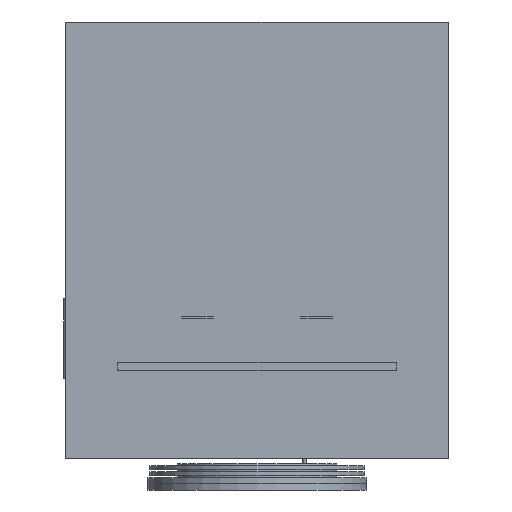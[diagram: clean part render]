
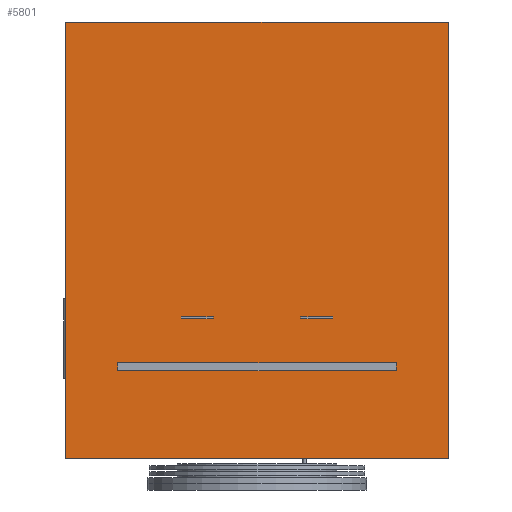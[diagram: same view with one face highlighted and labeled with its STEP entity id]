
A CAD part, front view. The second image highlights one B-rep face of the part: STEP entity #5801.
In plain terms, the highlighted planar face has unit normal (0, -1, 0).
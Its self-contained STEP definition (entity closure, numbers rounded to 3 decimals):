
#5585 = EDGE_CURVE('',#5586,#5588,#5590,.T.);
#5586 = VERTEX_POINT('',#5587);
#5587 = CARTESIAN_POINT('',(2.,2.,2.));
#5588 = VERTEX_POINT('',#5589);
#5589 = CARTESIAN_POINT('',(2.,2.,111.5));
#5590 = SURFACE_CURVE('',#5591,(#5595,#5607),.PCURVE_S1.);
#5591 = LINE('',#5592,#5593);
#5592 = CARTESIAN_POINT('',(2.,2.,2.));
#5593 = VECTOR('',#5594,1.);
#5594 = DIRECTION('',(0.,0.,1.));
#5595 = PCURVE('',#5596,#5601);
#5596 = PLANE('',#5597);
#5597 = AXIS2_PLACEMENT_3D('',#5598,#5599,#5600);
#5598 = CARTESIAN_POINT('',(2.,2.,2.));
#5599 = DIRECTION('',(1.,0.,0.));
#5600 = DIRECTION('',(0.,0.,1.));
#5601 = DEFINITIONAL_REPRESENTATION('',(#5602),#5606);
#5602 = LINE('',#5603,#5604);
#5603 = CARTESIAN_POINT('',(0.,0.));
#5604 = VECTOR('',#5605,1.);
#5605 = DIRECTION('',(1.,0.));
#5606 = ( GEOMETRIC_REPRESENTATION_CONTEXT(2) 
PARAMETRIC_REPRESENTATION_CONTEXT() REPRESENTATION_CONTEXT('2D SPACE',''
  ) );
#5607 = PCURVE('',#5608,#5613);
#5608 = PLANE('',#5609);
#5609 = AXIS2_PLACEMENT_3D('',#5610,#5611,#5612);
#5610 = CARTESIAN_POINT('',(2.,2.,2.));
#5611 = DIRECTION('',(0.,1.,0.));
#5612 = DIRECTION('',(0.,0.,1.));
#5613 = DEFINITIONAL_REPRESENTATION('',(#5614),#5618);
#5614 = LINE('',#5615,#5616);
#5615 = CARTESIAN_POINT('',(0.,0.));
#5616 = VECTOR('',#5617,1.);
#5617 = DIRECTION('',(1.,0.));
#5618 = ( GEOMETRIC_REPRESENTATION_CONTEXT(2) 
PARAMETRIC_REPRESENTATION_CONTEXT() REPRESENTATION_CONTEXT('2D SPACE',''
  ) );
#5636 = PLANE('',#5637);
#5637 = AXIS2_PLACEMENT_3D('',#5638,#5639,#5640);
#5638 = CARTESIAN_POINT('',(2.,2.,2.));
#5639 = DIRECTION('',(0.,0.,1.));
#5640 = DIRECTION('',(1.,0.,0.));
#5690 = PLANE('',#5691);
#5691 = AXIS2_PLACEMENT_3D('',#5692,#5693,#5694);
#5692 = CARTESIAN_POINT('',(2.,2.,111.5));
#5693 = DIRECTION('',(0.,0.,1.));
#5694 = DIRECTION('',(1.,0.,0.));
#5705 = EDGE_CURVE('',#5706,#5708,#5710,.T.);
#5706 = VERTEX_POINT('',#5707);
#5707 = CARTESIAN_POINT('',(98.,2.,2.));
#5708 = VERTEX_POINT('',#5709);
#5709 = CARTESIAN_POINT('',(98.,2.,111.5));
#5710 = SURFACE_CURVE('',#5711,(#5715,#5727),.PCURVE_S1.);
#5711 = LINE('',#5712,#5713);
#5712 = CARTESIAN_POINT('',(98.,2.,2.));
#5713 = VECTOR('',#5714,1.);
#5714 = DIRECTION('',(0.,0.,1.));
#5715 = PCURVE('',#5716,#5721);
#5716 = PLANE('',#5717);
#5717 = AXIS2_PLACEMENT_3D('',#5718,#5719,#5720);
#5718 = CARTESIAN_POINT('',(98.,2.,2.));
#5719 = DIRECTION('',(1.,0.,0.));
#5720 = DIRECTION('',(0.,0.,1.));
#5721 = DEFINITIONAL_REPRESENTATION('',(#5722),#5726);
#5722 = LINE('',#5723,#5724);
#5723 = CARTESIAN_POINT('',(0.,0.));
#5724 = VECTOR('',#5725,1.);
#5725 = DIRECTION('',(1.,0.));
#5726 = ( GEOMETRIC_REPRESENTATION_CONTEXT(2) 
PARAMETRIC_REPRESENTATION_CONTEXT() REPRESENTATION_CONTEXT('2D SPACE',''
  ) );
#5727 = PCURVE('',#5608,#5728);
#5728 = DEFINITIONAL_REPRESENTATION('',(#5729),#5733);
#5729 = LINE('',#5730,#5731);
#5730 = CARTESIAN_POINT('',(0.,96.));
#5731 = VECTOR('',#5732,1.);
#5732 = DIRECTION('',(1.,0.));
#5733 = ( GEOMETRIC_REPRESENTATION_CONTEXT(2) 
PARAMETRIC_REPRESENTATION_CONTEXT() REPRESENTATION_CONTEXT('2D SPACE',''
  ) );
#5801 = ADVANCED_FACE('',(#5802),#5608,.F.);
#5802 = FACE_BOUND('',#5803,.F.);
#5803 = EDGE_LOOP('',(#5804,#5825,#5826,#5847));
#5804 = ORIENTED_EDGE('',*,*,#5805,.F.);
#5805 = EDGE_CURVE('',#5586,#5706,#5806,.T.);
#5806 = SURFACE_CURVE('',#5807,(#5811,#5818),.PCURVE_S1.);
#5807 = LINE('',#5808,#5809);
#5808 = CARTESIAN_POINT('',(2.,2.,2.));
#5809 = VECTOR('',#5810,1.);
#5810 = DIRECTION('',(1.,0.,0.));
#5811 = PCURVE('',#5608,#5812);
#5812 = DEFINITIONAL_REPRESENTATION('',(#5813),#5817);
#5813 = LINE('',#5814,#5815);
#5814 = CARTESIAN_POINT('',(0.,0.));
#5815 = VECTOR('',#5816,1.);
#5816 = DIRECTION('',(0.,1.));
#5817 = ( GEOMETRIC_REPRESENTATION_CONTEXT(2) 
PARAMETRIC_REPRESENTATION_CONTEXT() REPRESENTATION_CONTEXT('2D SPACE',''
  ) );
#5818 = PCURVE('',#5636,#5819);
#5819 = DEFINITIONAL_REPRESENTATION('',(#5820),#5824);
#5820 = LINE('',#5821,#5822);
#5821 = CARTESIAN_POINT('',(0.,0.));
#5822 = VECTOR('',#5823,1.);
#5823 = DIRECTION('',(1.,0.));
#5824 = ( GEOMETRIC_REPRESENTATION_CONTEXT(2) 
PARAMETRIC_REPRESENTATION_CONTEXT() REPRESENTATION_CONTEXT('2D SPACE',''
  ) );
#5825 = ORIENTED_EDGE('',*,*,#5585,.T.);
#5826 = ORIENTED_EDGE('',*,*,#5827,.T.);
#5827 = EDGE_CURVE('',#5588,#5708,#5828,.T.);
#5828 = SURFACE_CURVE('',#5829,(#5833,#5840),.PCURVE_S1.);
#5829 = LINE('',#5830,#5831);
#5830 = CARTESIAN_POINT('',(2.,2.,111.5));
#5831 = VECTOR('',#5832,1.);
#5832 = DIRECTION('',(1.,0.,0.));
#5833 = PCURVE('',#5608,#5834);
#5834 = DEFINITIONAL_REPRESENTATION('',(#5835),#5839);
#5835 = LINE('',#5836,#5837);
#5836 = CARTESIAN_POINT('',(109.5,0.));
#5837 = VECTOR('',#5838,1.);
#5838 = DIRECTION('',(0.,1.));
#5839 = ( GEOMETRIC_REPRESENTATION_CONTEXT(2) 
PARAMETRIC_REPRESENTATION_CONTEXT() REPRESENTATION_CONTEXT('2D SPACE',''
  ) );
#5840 = PCURVE('',#5690,#5841);
#5841 = DEFINITIONAL_REPRESENTATION('',(#5842),#5846);
#5842 = LINE('',#5843,#5844);
#5843 = CARTESIAN_POINT('',(0.,0.));
#5844 = VECTOR('',#5845,1.);
#5845 = DIRECTION('',(1.,0.));
#5846 = ( GEOMETRIC_REPRESENTATION_CONTEXT(2) 
PARAMETRIC_REPRESENTATION_CONTEXT() REPRESENTATION_CONTEXT('2D SPACE',''
  ) );
#5847 = ORIENTED_EDGE('',*,*,#5705,.F.);
